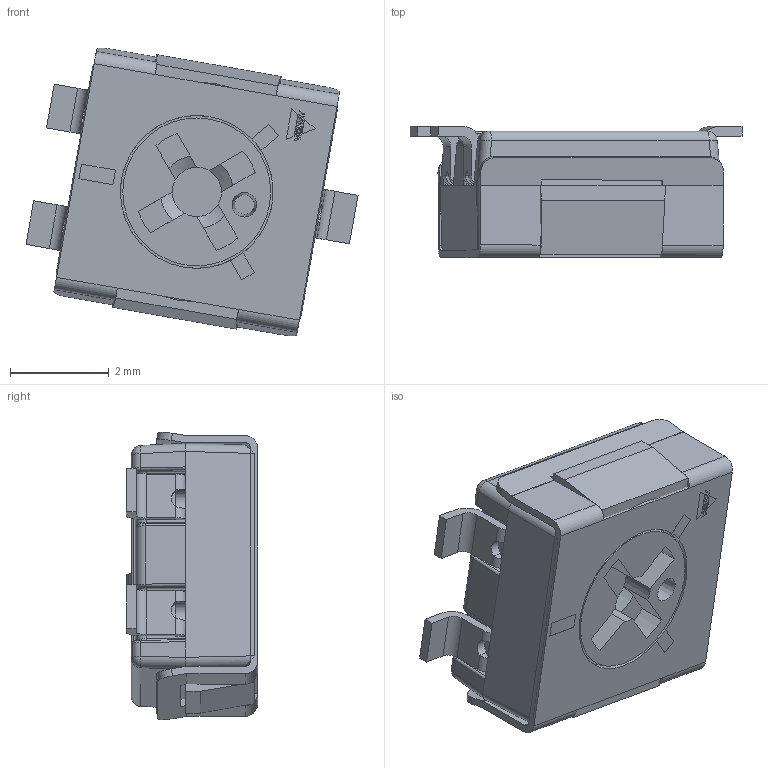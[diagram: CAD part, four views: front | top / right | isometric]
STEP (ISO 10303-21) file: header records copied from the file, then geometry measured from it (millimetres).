
FILE_DESCRIPTION(/* description */ ('TS53YJxxx'),/* implementation_level */ '2;1');
FILE_NAME(/* name */ 'TS53YLxxx',/* time_stamp */ '2022-12-05T19:09:48+01:00',/* author */ ('N. Lapouge'),/* organization */ ('Vishay'),/* preprocessor_version */ 'ST-DEVELOPER v16.7',/* originating_system */ 'DEX',/* authorisation */ $);
FILE_SCHEMA (('AUTOMOTIVE_DESIGN {1 0 10303 214 3 1 1}'));
Length unit declared in the file: millimetre
Products named in the file (8): TS53YL500MR10; 3931300; 3936101; 3931000; Résistance; substrat seul; 3933400; 3935201-L
Assembly tree (7 placements, depth 3):
  TS53YL500MR10
    3931300
    3936101
    3931000
    Résistance
      substrat seul
      3933400
    3935201-L
Bounding box: 6.73 x 2.66 x 5.83 mm (x, y, z)
Volume: 57.1 mm3; surface area: 333.2 mm2
Topology: 10 solids, 10 shells, 482 faces, 1267 edges, 808 vertices
Faces by surface type: plane 286, cylinder 152, torus 14, cone 13, bspline 13, sphere 4
Full cylindrical faces by diameter (mm): 0.45 x1, 3 x1, 3.1 x1, 3.2 x1, 3.7 x1, 3.9 x1
Entity records: 15963 total; most frequent: CARTESIAN_POINT 2932, ORIENTED_EDGE 2488, DIRECTION 2475, EDGE_CURVE 1244, LINE 879, VECTOR 879, VERTEX_POINT 801, AXIS2_PLACEMENT_3D 798
